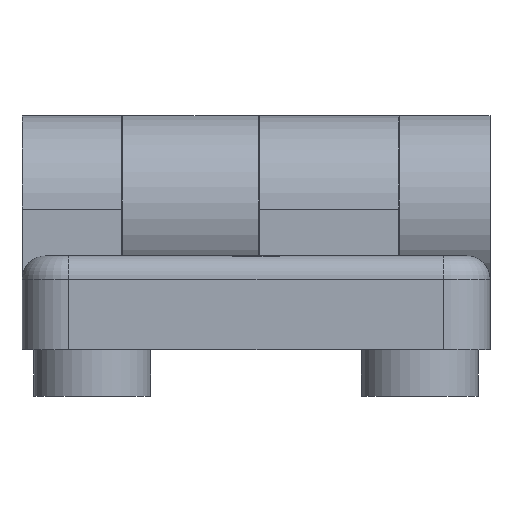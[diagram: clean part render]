
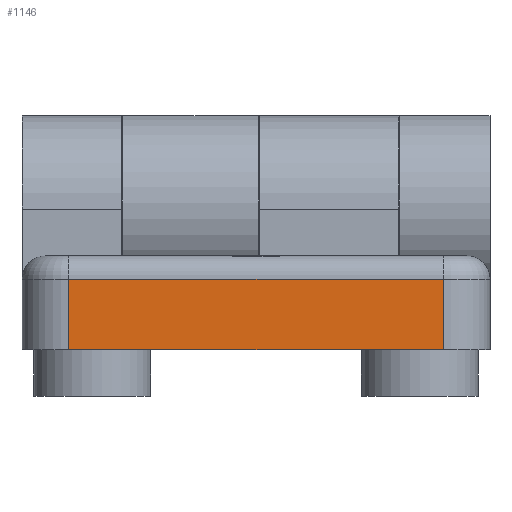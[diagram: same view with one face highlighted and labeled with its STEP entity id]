
A CAD part, left-side view. The second image highlights one B-rep face of the part: STEP entity #1146.
In plain terms, the highlighted face is planar.
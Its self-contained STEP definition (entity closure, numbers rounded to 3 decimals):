
#28=LINE('',#1804,#102);
#55=LINE('',#1893,#129);
#57=LINE('',#1901,#131);
#58=LINE('',#1902,#132);
#102=VECTOR('',#1423,1000.);
#129=VECTOR('',#1498,1000.);
#131=VECTOR('',#1506,1000.);
#132=VECTOR('',#1507,1000.);
#301=ORIENTED_EDGE('',*,*,#590,.F.);
#302=ORIENTED_EDGE('',*,*,#543,.T.);
#303=ORIENTED_EDGE('',*,*,#591,.T.);
#304=ORIENTED_EDGE('',*,*,#586,.T.);
#543=EDGE_CURVE('',#696,#695,#28,.F.);
#586=EDGE_CURVE('',#729,#730,#55,.T.);
#590=EDGE_CURVE('',#696,#730,#57,.T.);
#591=EDGE_CURVE('',#695,#729,#58,.T.);
#695=VERTEX_POINT('',#1803);
#696=VERTEX_POINT('',#1805);
#729=VERTEX_POINT('',#1894);
#730=VERTEX_POINT('',#1895);
#893=EDGE_LOOP('',(#301,#302,#303,#304));
#1007=FACE_BOUND('',#893,.T.);
#1106=PLANE('',#1281);
#1146=ADVANCED_FACE('',(#1007),#1106,.F.);
#1281=AXIS2_PLACEMENT_3D('',#1900,#1504,#1505);
#1423=DIRECTION('',(0.,0.,-1.));
#1498=DIRECTION('',(0.,0.,-1.));
#1504=DIRECTION('',(-1.,0.,0.));
#1505=DIRECTION('',(0.,0.,1.));
#1506=DIRECTION('',(0.,-1.,0.));
#1507=DIRECTION('',(0.,-1.,0.));
#1803=CARTESIAN_POINT('',(16.,-3.,8.));
#1804=CARTESIAN_POINT('',(16.,-3.,10.));
#1805=CARTESIAN_POINT('',(16.,-3.,-8.));
#1893=CARTESIAN_POINT('',(16.,-6.,10.));
#1894=CARTESIAN_POINT('',(16.,-6.,8.));
#1895=CARTESIAN_POINT('',(16.,-6.,-8.));
#1900=CARTESIAN_POINT('',(16.,-6.,10.));
#1901=CARTESIAN_POINT('',(16.,-2.,-8.));
#1902=CARTESIAN_POINT('',(16.,-2.,8.));
